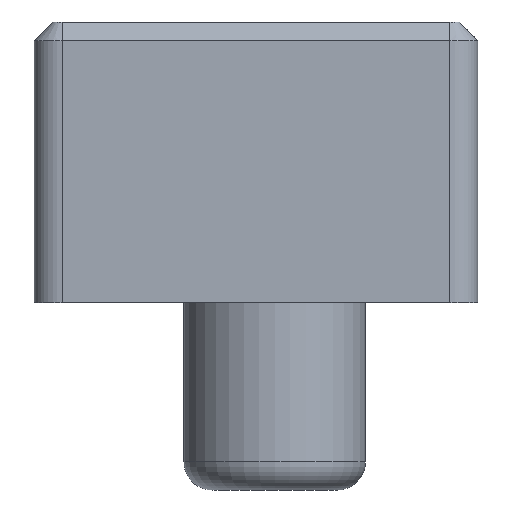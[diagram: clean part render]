
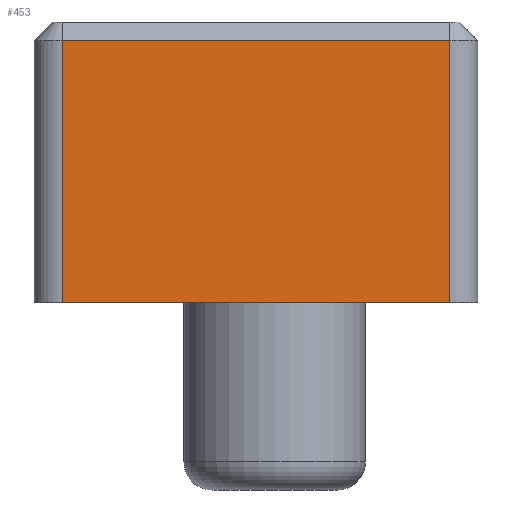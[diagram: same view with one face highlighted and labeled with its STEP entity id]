
A CAD part, front view. The second image highlights one B-rep face of the part: STEP entity #453.
In plain terms, the highlighted planar face has unit normal (0, -1, 0).
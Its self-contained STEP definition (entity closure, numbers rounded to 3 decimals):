
#219 = VERTEX_POINT('',#220);
#220 = CARTESIAN_POINT('',(9.35,-5.,0.));
#227 = EDGE_CURVE('',#219,#228,#230,.T.);
#228 = VERTEX_POINT('',#229);
#229 = CARTESIAN_POINT('',(9.35,-5.,14.));
#230 = LINE('',#231,#232);
#231 = CARTESIAN_POINT('',(9.35,-5.,0.));
#232 = VECTOR('',#233,1.);
#233 = DIRECTION('',(0.,0.,1.));
#261 = VERTEX_POINT('',#262);
#262 = CARTESIAN_POINT('',(-11.35,-5.,0.));
#269 = EDGE_CURVE('',#261,#219,#270,.T.);
#270 = LINE('',#271,#272);
#271 = CARTESIAN_POINT('',(-12.85,-5.,0.));
#272 = VECTOR('',#273,1.);
#273 = DIRECTION('',(1.,0.,0.));
#453 = ADVANCED_FACE('',(#454),#472,.F.);
#454 = FACE_BOUND('',#455,.F.);
#455 = EDGE_LOOP('',(#456,#457,#458,#466));
#456 = ORIENTED_EDGE('',*,*,#227,.F.);
#457 = ORIENTED_EDGE('',*,*,#269,.F.);
#458 = ORIENTED_EDGE('',*,*,#459,.F.);
#459 = EDGE_CURVE('',#460,#261,#462,.T.);
#460 = VERTEX_POINT('',#461);
#461 = CARTESIAN_POINT('',(-11.35,-5.,14.));
#462 = LINE('',#463,#464);
#463 = CARTESIAN_POINT('',(-11.35,-5.,15.));
#464 = VECTOR('',#465,1.);
#465 = DIRECTION('',(0.,0.,-1.));
#466 = ORIENTED_EDGE('',*,*,#467,.F.);
#467 = EDGE_CURVE('',#228,#460,#468,.T.);
#468 = LINE('',#469,#470);
#469 = CARTESIAN_POINT('',(9.35,-5.,14.));
#470 = VECTOR('',#471,1.);
#471 = DIRECTION('',(-1.,0.,0.));
#472 = PLANE('',#473);
#473 = AXIS2_PLACEMENT_3D('',#474,#475,#476);
#474 = CARTESIAN_POINT('',(-1.,-5.,7.5));
#475 = DIRECTION('',(0.,1.,0.));
#476 = DIRECTION('',(0.,0.,1.));
